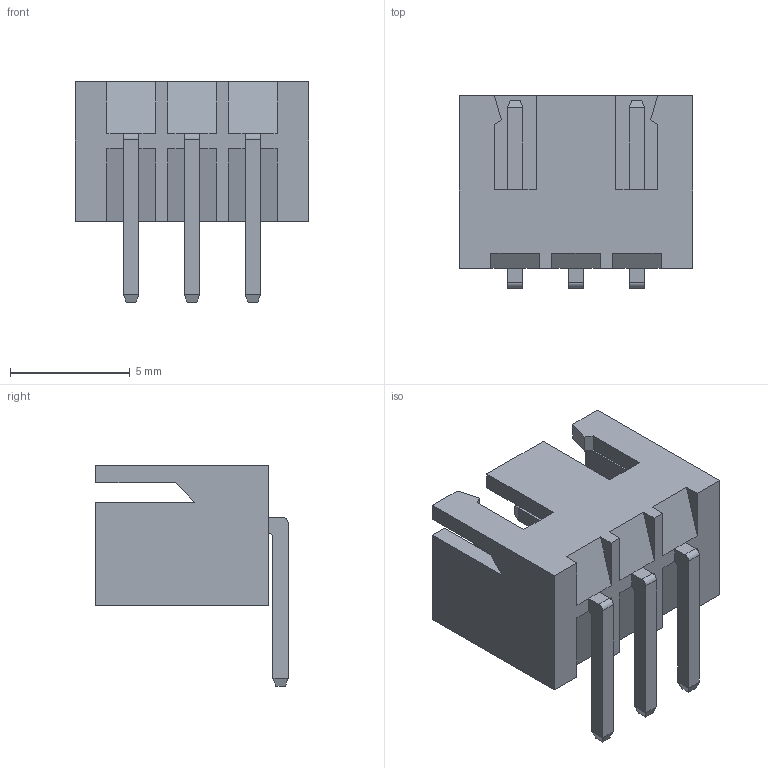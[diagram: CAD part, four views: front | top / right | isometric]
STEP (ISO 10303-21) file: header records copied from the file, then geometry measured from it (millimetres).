
FILE_DESCRIPTION(/* description */ ('STEP AP242','CAx-IF Rec.Pracs.---Representation and Presentation of Product Manufacturing Information (PMI)---4.0---2014-10-13','CAx-IF Rec.Pracs.---3D Tessellated Geometry---0.4---2014-09-14','2;1'),/* implementation_level */ '2;1');
FILE_NAME(/* name */ '66e8314ea508f42dadffb749',/* time_stamp */ '2024-09-16T13:23:27Z',/* author */ (''),/* organization */ (''),/* preprocessor_version */ 'ST-DEVELOPER v20',/* originating_system */ ' ',/* authorisation */ ' ');
FILE_SCHEMA (('AP242_MANAGED_MODEL_BASED_3D_ENGINEERING_MIM_LF { 1 0 10303 442 1 1 4 }'));
Length unit declared in the file: metre
Products named in the file (1): JST - XH - Thru (R) - 3Pin - 2.54mm
Bounding box: 9.75 x 8.04 x 9.22 mm (x, y, z)
Volume: 164 mm3; surface area: 592.8 mm2
Topology: 1 solids, 1 shells, 112 faces, 285 edges, 178 vertices
Faces by surface type: plane 106, cylinder 6
Entity records: 3654 total; most frequent: CARTESIAN_POINT 576, ORIENTED_EDGE 570, DIRECTION 523, EDGE_CURVE 285, LINE 273, VECTOR 273, VERTEX_POINT 178, AXIS2_PLACEMENT_3D 125
